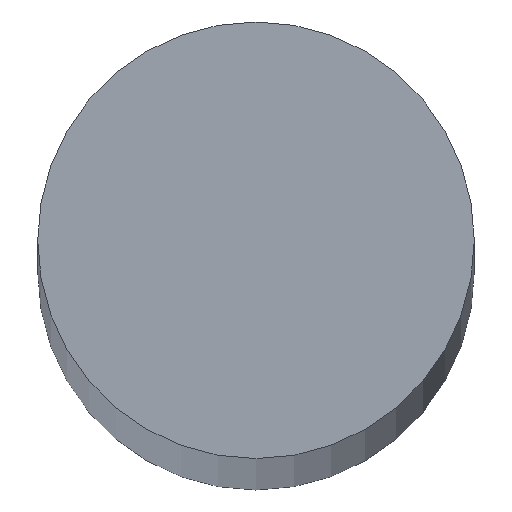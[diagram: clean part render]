
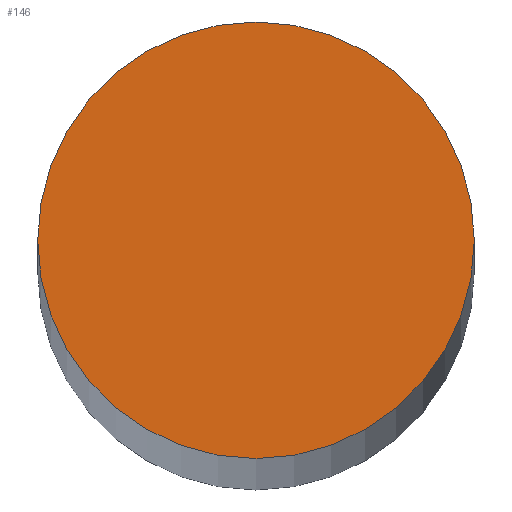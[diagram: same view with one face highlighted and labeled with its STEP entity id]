
A CAD part, top view. The second image highlights one B-rep face of the part: STEP entity #146.
In plain terms, the highlighted planar face has unit normal (0, 0, 1).
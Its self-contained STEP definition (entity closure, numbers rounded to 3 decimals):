
#5 = CARTESIAN_POINT ( 'NONE',  ( 15., 0., 1236. ) ) ;
#6 = CIRCLE ( 'NONE', #130, 15. ) ;
#11 = CARTESIAN_POINT ( 'NONE',  ( -15., 0., 1236. ) ) ;
#12 = DIRECTION ( 'NONE',  ( 1., 0., 0. ) ) ;
#24 = DIRECTION ( 'NONE',  ( 0., 0., 1. ) ) ;
#31 = VERTEX_POINT ( 'NONE', #5 ) ;
#42 = FACE_OUTER_BOUND ( 'NONE', #120, .T. ) ;
#43 = PLANE ( 'NONE',  #44 ) ;
#44 = AXIS2_PLACEMENT_3D ( 'NONE', #140, #114, #171 ) ;
#48 = ORIENTED_EDGE ( 'NONE', *, *, #103, .T. ) ;
#92 = AXIS2_PLACEMENT_3D ( 'NONE', #110, #24, #12 ) ;
#96 = CARTESIAN_POINT ( 'NONE',  ( 0., 0., 1236. ) ) ;
#103 = EDGE_CURVE ( 'NONE', #105, #31, #6, .T. ) ;
#105 = VERTEX_POINT ( 'NONE', #11 ) ;
#106 = EDGE_CURVE ( 'NONE', #31, #105, #129, .T. ) ;
#109 = DIRECTION ( 'NONE',  ( 0., 0., 1. ) ) ;
#110 = CARTESIAN_POINT ( 'NONE',  ( 0., 0., 1236. ) ) ;
#114 = DIRECTION ( 'NONE',  ( 0., 0., 1. ) ) ;
#118 = ORIENTED_EDGE ( 'NONE', *, *, #106, .T. ) ;
#120 = EDGE_LOOP ( 'NONE', ( #48, #118 ) ) ;
#129 = CIRCLE ( 'NONE', #92, 15. ) ;
#130 = AXIS2_PLACEMENT_3D ( 'NONE', #96, #109, #157 ) ;
#140 = CARTESIAN_POINT ( 'NONE',  ( 0., 0., 1236. ) ) ;
#146 = ADVANCED_FACE ( 'NONE', ( #42 ), #43, .T. ) ;
#157 = DIRECTION ( 'NONE',  ( 1., 0., 0. ) ) ;
#171 = DIRECTION ( 'NONE',  ( 1., 0., 0. ) ) ;
